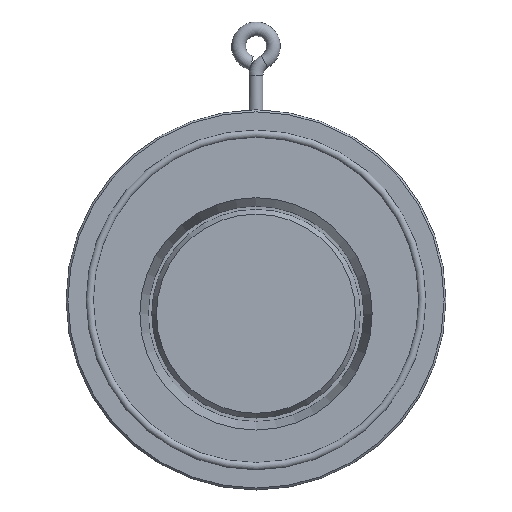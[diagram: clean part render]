
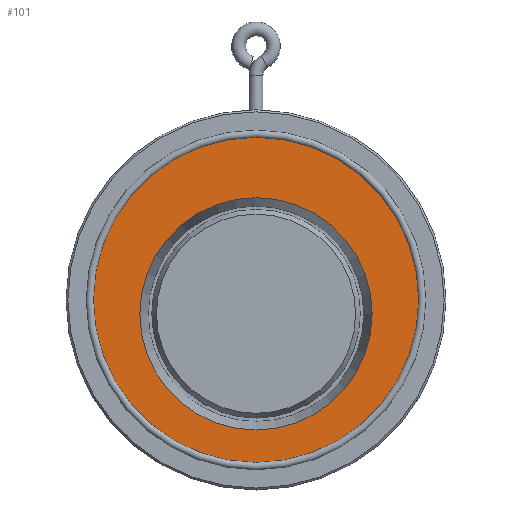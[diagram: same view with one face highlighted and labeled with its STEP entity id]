
A CAD part, top view. The second image highlights one B-rep face of the part: STEP entity #101.
In plain terms, the highlighted planar face has unit normal (0, 0, 1).
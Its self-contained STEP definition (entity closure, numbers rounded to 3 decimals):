
#68 = CIRCLE ( 'NONE', #639, 70.22 ) ;
#91 = ORIENTED_EDGE ( 'NONE', *, *, #151, .F. ) ;
#101 = ADVANCED_FACE ( 'NONE', ( #546, #560 ), #591, .T. ) ;
#133 = CARTESIAN_POINT ( 'NONE',  ( 0., 0., 0. ) ) ;
#141 = DIRECTION ( 'NONE',  ( 0., 0., -1. ) ) ;
#146 = DIRECTION ( 'NONE',  ( -1., 0., 0. ) ) ;
#151 = EDGE_CURVE ( 'NONE', #408, #408, #250, .T. ) ;
#209 = EDGE_CURVE ( 'NONE', #592, #592, #68, .T. ) ;
#227 = CARTESIAN_POINT ( 'NONE',  ( -70.22, 0., 0. ) ) ;
#236 = CARTESIAN_POINT ( 'NONE',  ( 0., -56.14, 0. ) ) ;
#250 = CIRCLE ( 'NONE', #539, 50.14 ) ;
#408 = VERTEX_POINT ( 'NONE', #236 ) ;
#490 = DIRECTION ( 'NONE',  ( 0., 0., 1. ) ) ;
#504 = AXIS2_PLACEMENT_3D ( 'NONE', #604, #641, #587 ) ;
#531 = CARTESIAN_POINT ( 'NONE',  ( 0., -6., 0. ) ) ;
#539 = AXIS2_PLACEMENT_3D ( 'NONE', #531, #490, #628 ) ;
#546 = FACE_BOUND ( 'NONE', #609, .T. ) ;
#560 = FACE_OUTER_BOUND ( 'NONE', #583, .T. ) ;
#583 = EDGE_LOOP ( 'NONE', ( #654 ) ) ;
#587 = DIRECTION ( 'NONE',  ( 1., 0., 0. ) ) ;
#591 = PLANE ( 'NONE',  #504 ) ;
#592 = VERTEX_POINT ( 'NONE', #227 ) ;
#604 = CARTESIAN_POINT ( 'NONE',  ( 0., 0., 0. ) ) ;
#609 = EDGE_LOOP ( 'NONE', ( #91 ) ) ;
#628 = DIRECTION ( 'NONE',  ( 0., -1., 0. ) ) ;
#639 = AXIS2_PLACEMENT_3D ( 'NONE', #133, #141, #146 ) ;
#641 = DIRECTION ( 'NONE',  ( 0., 0., 1. ) ) ;
#654 = ORIENTED_EDGE ( 'NONE', *, *, #209, .F. ) ;
